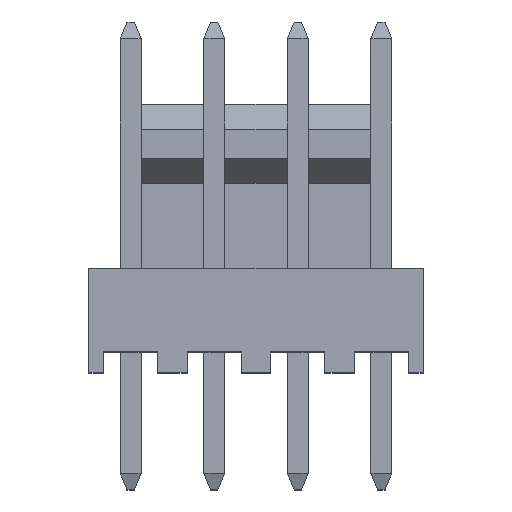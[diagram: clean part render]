
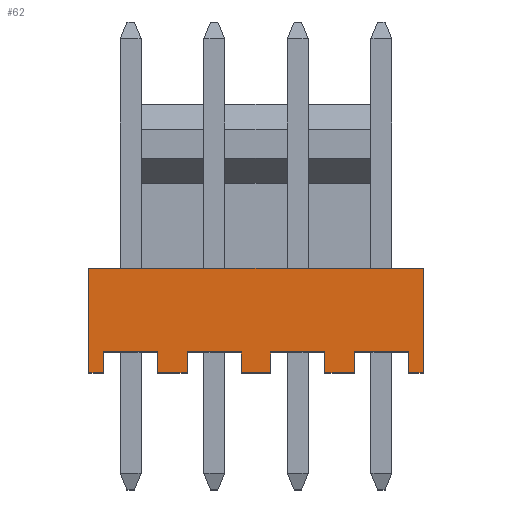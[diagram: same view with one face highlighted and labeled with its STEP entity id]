
A CAD part, top view. The second image highlights one B-rep face of the part: STEP entity #62.
In plain terms, the highlighted planar face has unit normal (0, 0, 1).
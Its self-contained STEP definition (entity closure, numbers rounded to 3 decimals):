
#62=ADVANCED_FACE('',(#184),#185,.T.);
#184=FACE_OUTER_BOUND('',#424,.T.);
#185=PLANE('',#425);
#424=EDGE_LOOP('',(#672,#673,#674,#675,#676,#677,#678,#679,#680,#681,#682,#683,#684,#685,#686,#687,#688,#689,#690,#691));
#425=AXIS2_PLACEMENT_3D('',#692,#693,#694);
#672=ORIENTED_EDGE('',*,*,#1540,.F.);
#673=ORIENTED_EDGE('',*,*,#1541,.F.);
#674=ORIENTED_EDGE('',*,*,#1542,.T.);
#675=ORIENTED_EDGE('',*,*,#1543,.T.);
#676=ORIENTED_EDGE('',*,*,#1544,.F.);
#677=ORIENTED_EDGE('',*,*,#1545,.F.);
#678=ORIENTED_EDGE('',*,*,#1546,.T.);
#679=ORIENTED_EDGE('',*,*,#1547,.T.);
#680=ORIENTED_EDGE('',*,*,#1548,.F.);
#681=ORIENTED_EDGE('',*,*,#1549,.F.);
#682=ORIENTED_EDGE('',*,*,#1550,.T.);
#683=ORIENTED_EDGE('',*,*,#1551,.T.);
#684=ORIENTED_EDGE('',*,*,#1552,.F.);
#685=ORIENTED_EDGE('',*,*,#1553,.F.);
#686=ORIENTED_EDGE('',*,*,#1554,.T.);
#687=ORIENTED_EDGE('',*,*,#1555,.F.);
#688=ORIENTED_EDGE('',*,*,#1556,.F.);
#689=ORIENTED_EDGE('',*,*,#1535,.T.);
#690=ORIENTED_EDGE('',*,*,#1557,.T.);
#691=ORIENTED_EDGE('',*,*,#1558,.T.);
#692=CARTESIAN_POINT('',(-5.08,1.588,3.099));
#693=DIRECTION('',(0.0,0.0,1.0));
#694=DIRECTION('',(1.0,-0.0,0.0));
#1535=EDGE_CURVE('',#1822,#1826,#1828,.T.);
#1540=EDGE_CURVE('',#1837,#1838,#1839,.T.);
#1541=EDGE_CURVE('',#1840,#1837,#1841,.T.);
#1542=EDGE_CURVE('',#1840,#1842,#1843,.T.);
#1543=EDGE_CURVE('',#1842,#1844,#1845,.T.);
#1544=EDGE_CURVE('',#1846,#1844,#1847,.T.);
#1545=EDGE_CURVE('',#1848,#1846,#1849,.T.);
#1546=EDGE_CURVE('',#1848,#1850,#1851,.T.);
#1547=EDGE_CURVE('',#1850,#1852,#1853,.T.);
#1548=EDGE_CURVE('',#1854,#1852,#1855,.T.);
#1549=EDGE_CURVE('',#1856,#1854,#1857,.T.);
#1550=EDGE_CURVE('',#1856,#1858,#1859,.T.);
#1551=EDGE_CURVE('',#1858,#1860,#1861,.T.);
#1552=EDGE_CURVE('',#1862,#1860,#1863,.T.);
#1553=EDGE_CURVE('',#1864,#1862,#1865,.T.);
#1554=EDGE_CURVE('',#1864,#1866,#1867,.T.);
#1555=EDGE_CURVE('',#1868,#1866,#1869,.T.);
#1556=EDGE_CURVE('',#1822,#1868,#1870,.T.);
#1557=EDGE_CURVE('',#1826,#1871,#1872,.T.);
#1558=EDGE_CURVE('',#1871,#1838,#1873,.T.);
#1822=VERTEX_POINT('',#2253);
#1826=VERTEX_POINT('',#2259);
#1828=LINE('',#2262,#2263);
#1837=VERTEX_POINT('',#2276);
#1838=VERTEX_POINT('',#2277);
#1839=LINE('',#2278,#2279);
#1840=VERTEX_POINT('',#2280);
#1841=LINE('',#2281,#2282);
#1842=VERTEX_POINT('',#2283);
#1843=LINE('',#2284,#2285);
#1844=VERTEX_POINT('',#2286);
#1845=LINE('',#2287,#2288);
#1846=VERTEX_POINT('',#2289);
#1847=LINE('',#2290,#2291);
#1848=VERTEX_POINT('',#2292);
#1849=LINE('',#2293,#2294);
#1850=VERTEX_POINT('',#2295);
#1851=LINE('',#2296,#2297);
#1852=VERTEX_POINT('',#2298);
#1853=LINE('',#2299,#2300);
#1854=VERTEX_POINT('',#2301);
#1855=LINE('',#2302,#2303);
#1856=VERTEX_POINT('',#2304);
#1857=LINE('',#2305,#2306);
#1858=VERTEX_POINT('',#2307);
#1859=LINE('',#2308,#2309);
#1860=VERTEX_POINT('',#2310);
#1861=LINE('',#2311,#2312);
#1862=VERTEX_POINT('',#2313);
#1863=LINE('',#2314,#2315);
#1864=VERTEX_POINT('',#2316);
#1865=LINE('',#2317,#2318);
#1866=VERTEX_POINT('',#2319);
#1867=LINE('',#2320,#2321);
#1868=VERTEX_POINT('',#2322);
#1869=LINE('',#2323,#2324);
#1870=LINE('',#2325,#2326);
#1871=VERTEX_POINT('',#2327);
#1872=LINE('',#2328,#2329);
#1873=LINE('',#2330,#2331);
#2253=CARTESIAN_POINT('',(-5.08,1.588,3.099));
#2259=CARTESIAN_POINT('',(-5.08,-1.588,3.099));
#2262=CARTESIAN_POINT('',(-5.08,1.588,3.099));
#2263=VECTOR('',#2951,3.175);
#2276=CARTESIAN_POINT('',(-2.985,-0.953,3.099));
#2277=CARTESIAN_POINT('',(-4.636,-0.953,3.099));
#2278=CARTESIAN_POINT('',(-2.985,-0.953,3.099));
#2279=VECTOR('',#2956,1.651);
#2280=CARTESIAN_POINT('',(-2.985,-1.588,3.099));
#2281=CARTESIAN_POINT('',(-2.985,-1.588,3.099));
#2282=VECTOR('',#2957,0.635);
#2283=CARTESIAN_POINT('',(-2.096,-1.588,3.099));
#2284=CARTESIAN_POINT('',(-2.985,-1.588,3.099));
#2285=VECTOR('',#2958,0.889);
#2286=CARTESIAN_POINT('',(-2.096,-0.953,3.099));
#2287=CARTESIAN_POINT('',(-2.096,-1.588,3.099));
#2288=VECTOR('',#2959,0.635);
#2289=CARTESIAN_POINT('',(-0.445,-0.953,3.099));
#2290=CARTESIAN_POINT('',(-0.445,-0.953,3.099));
#2291=VECTOR('',#2960,1.651);
#2292=CARTESIAN_POINT('',(-0.445,-1.588,3.099));
#2293=CARTESIAN_POINT('',(-0.445,-1.588,3.099));
#2294=VECTOR('',#2961,0.635);
#2295=CARTESIAN_POINT('',(0.445,-1.588,3.099));
#2296=CARTESIAN_POINT('',(-0.445,-1.588,3.099));
#2297=VECTOR('',#2962,0.889);
#2298=CARTESIAN_POINT('',(0.445,-0.953,3.099));
#2299=CARTESIAN_POINT('',(0.445,-1.588,3.099));
#2300=VECTOR('',#2963,0.635);
#2301=CARTESIAN_POINT('',(2.096,-0.953,3.099));
#2302=CARTESIAN_POINT('',(2.096,-0.953,3.099));
#2303=VECTOR('',#2964,1.651);
#2304=CARTESIAN_POINT('',(2.096,-1.588,3.099));
#2305=CARTESIAN_POINT('',(2.096,-1.588,3.099));
#2306=VECTOR('',#2965,0.635);
#2307=CARTESIAN_POINT('',(2.985,-1.588,3.099));
#2308=CARTESIAN_POINT('',(2.096,-1.588,3.099));
#2309=VECTOR('',#2966,0.889);
#2310=CARTESIAN_POINT('',(2.985,-0.953,3.099));
#2311=CARTESIAN_POINT('',(2.985,-1.588,3.099));
#2312=VECTOR('',#2967,0.635);
#2313=CARTESIAN_POINT('',(4.636,-0.953,3.099));
#2314=CARTESIAN_POINT('',(4.636,-0.953,3.099));
#2315=VECTOR('',#2968,1.651);
#2316=CARTESIAN_POINT('',(4.636,-1.588,3.099));
#2317=CARTESIAN_POINT('',(4.636,-1.588,3.099));
#2318=VECTOR('',#2969,0.635);
#2319=CARTESIAN_POINT('',(5.08,-1.588,3.099));
#2320=CARTESIAN_POINT('',(4.636,-1.588,3.099));
#2321=VECTOR('',#2970,0.445);
#2322=CARTESIAN_POINT('',(5.08,1.588,3.099));
#2323=CARTESIAN_POINT('',(5.08,1.588,3.099));
#2324=VECTOR('',#2971,3.175);
#2325=CARTESIAN_POINT('',(-5.08,1.588,3.099));
#2326=VECTOR('',#2972,10.16);
#2327=CARTESIAN_POINT('',(-4.636,-1.588,3.099));
#2328=CARTESIAN_POINT('',(-5.08,-1.588,3.099));
#2329=VECTOR('',#2973,0.445);
#2330=CARTESIAN_POINT('',(-4.636,-1.588,3.099));
#2331=VECTOR('',#2974,0.635);
#2951=DIRECTION('',(0.0,-1.0,0.0));
#2956=DIRECTION('',(-1.0,0.0,0.0));
#2957=DIRECTION('',(0.0,1.0,0.0));
#2958=DIRECTION('',(1.0,0.0,0.0));
#2959=DIRECTION('',(0.0,1.0,0.0));
#2960=DIRECTION('',(-1.0,0.0,0.0));
#2961=DIRECTION('',(0.0,1.0,0.0));
#2962=DIRECTION('',(1.0,0.0,0.0));
#2963=DIRECTION('',(0.0,1.0,0.0));
#2964=DIRECTION('',(-1.0,0.0,0.0));
#2965=DIRECTION('',(0.0,1.0,0.0));
#2966=DIRECTION('',(1.0,0.0,0.0));
#2967=DIRECTION('',(0.0,1.0,0.0));
#2968=DIRECTION('',(-1.0,0.0,0.0));
#2969=DIRECTION('',(0.0,1.0,0.0));
#2970=DIRECTION('',(1.0,0.0,0.0));
#2971=DIRECTION('',(0.0,-1.0,0.0));
#2972=DIRECTION('',(1.0,0.0,0.0));
#2973=DIRECTION('',(1.0,0.0,0.0));
#2974=DIRECTION('',(0.0,1.0,0.0));
